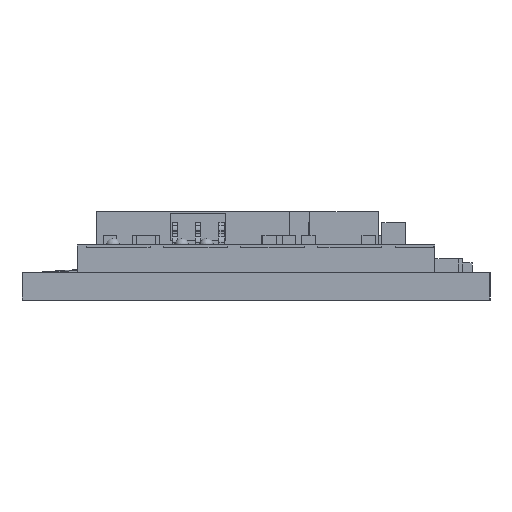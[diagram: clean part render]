
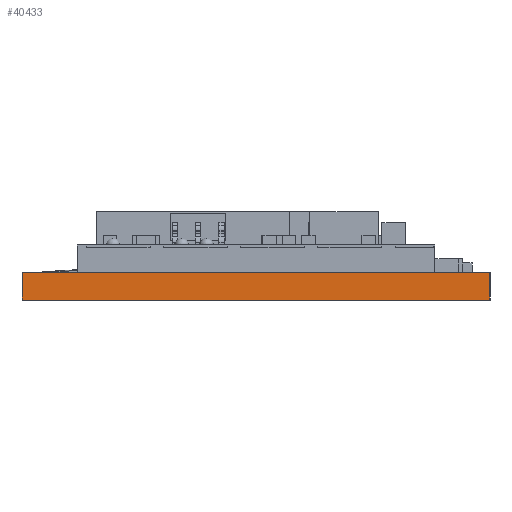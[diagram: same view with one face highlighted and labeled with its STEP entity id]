
A CAD part, left-side view. The second image highlights one B-rep face of the part: STEP entity #40433.
In plain terms, the highlighted planar face has unit normal (-1, 0, 0).
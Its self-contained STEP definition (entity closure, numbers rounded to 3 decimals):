
#3026=FACE_OUTER_BOUND('',#5392,.T.);
#5392=EDGE_LOOP('',(#29408,#29409,#29410,#29411));
#8434=LINE('',#59729,#13131);
#8445=LINE('',#59777,#13142);
#8446=LINE('',#59780,#13143);
#8447=LINE('',#59781,#13144);
#13131=VECTOR('',#46693,10.);
#13142=VECTOR('',#46748,10.);
#13143=VECTOR('',#46751,10.);
#13144=VECTOR('',#46752,10.);
#17648=VERTEX_POINT('',#59722);
#17651=VERTEX_POINT('',#59727);
#17666=VERTEX_POINT('',#59775);
#17667=VERTEX_POINT('',#59779);
#22082=EDGE_CURVE('',#17651,#17648,#8434,.T.);
#22105=EDGE_CURVE('',#17651,#17666,#8445,.T.);
#22106=EDGE_CURVE('',#17667,#17666,#8446,.T.);
#22107=EDGE_CURVE('',#17648,#17667,#8447,.T.);
#29408=ORIENTED_EDGE('',*,*,#22082,.F.);
#29409=ORIENTED_EDGE('',*,*,#22105,.T.);
#29410=ORIENTED_EDGE('',*,*,#22106,.F.);
#29411=ORIENTED_EDGE('',*,*,#22107,.F.);
#38502=PLANE('',#42955);
#40433=ADVANCED_FACE('',(#3026),#38502,.T.);
#42955=AXIS2_PLACEMENT_3D('',#59778,#46749,#46750);
#46693=DIRECTION('',(0.,1.,0.));
#46748=DIRECTION('',(0.,0.,1.));
#46749=DIRECTION('center_axis',(-1.,0.,0.));
#46750=DIRECTION('ref_axis',(0.,-1.,0.));
#46751=DIRECTION('',(0.,-1.,0.));
#46752=DIRECTION('',(0.,0.,1.));
#59722=CARTESIAN_POINT('',(-18.5,8.5,0.));
#59727=CARTESIAN_POINT('',(-18.5,-8.5,0.));
#59729=CARTESIAN_POINT('',(-18.5,-8.5,0.));
#59775=CARTESIAN_POINT('',(-18.5,-8.5,1.));
#59777=CARTESIAN_POINT('',(-18.5,-8.5,0.));
#59778=CARTESIAN_POINT('Origin',(-18.5,8.5,0.));
#59779=CARTESIAN_POINT('',(-18.5,8.5,1.));
#59780=CARTESIAN_POINT('',(-18.5,-8.5,1.));
#59781=CARTESIAN_POINT('',(-18.5,8.5,0.));
